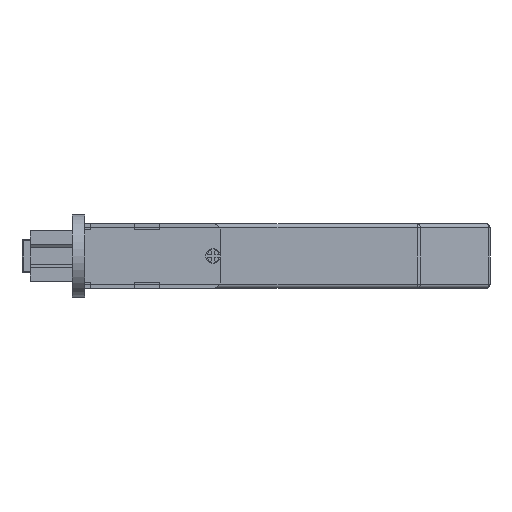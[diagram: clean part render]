
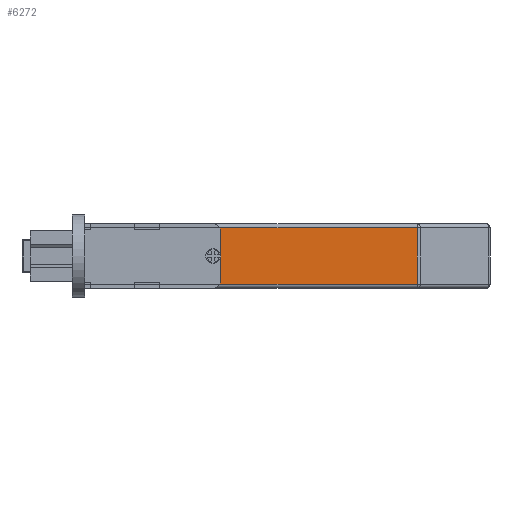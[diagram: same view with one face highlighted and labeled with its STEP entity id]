
A CAD part, front view. The second image highlights one B-rep face of the part: STEP entity #6272.
In plain terms, the highlighted planar face has unit normal (0, -1, 0).
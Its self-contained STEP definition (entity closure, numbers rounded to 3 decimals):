
#73 = CARTESIAN_POINT ( 'NONE',  ( 92.586, -14.7, 12.75 ) ) ;
#232 = CARTESIAN_POINT ( 'NONE',  ( 92.586, -14.7, -0.75 ) ) ;
#469 = AXIS2_PLACEMENT_3D ( 'NONE', #4449, #1725, #2667 ) ;
#627 = CIRCLE ( 'NONE', #7941, 1.75 ) ;
#1320 = CARTESIAN_POINT ( 'NONE',  ( 13., -14.7, -1.75 ) ) ;
#1638 = VERTEX_POINT ( 'NONE', #232 ) ;
#1679 = DIRECTION ( 'NONE',  ( 0., 0., -1. ) ) ;
#1683 = EDGE_CURVE ( 'NONE', #11026, #2571, #9792, .T. ) ;
#1685 = DIRECTION ( 'NONE',  ( 0., -1., 0. ) ) ;
#1725 = DIRECTION ( 'NONE',  ( 0., -1., 0. ) ) ;
#1792 = FACE_BOUND ( 'NONE', #2727, .T. ) ;
#2496 = VECTOR ( 'NONE', #9982, 1000. ) ;
#2571 = VERTEX_POINT ( 'NONE', #2973 ) ;
#2667 = DIRECTION ( 'NONE',  ( 0., 0., -1. ) ) ;
#2727 = EDGE_LOOP ( 'NONE', ( #11399, #10196 ) ) ;
#2973 = CARTESIAN_POINT ( 'NONE',  ( 13., -14.7, 12.75 ) ) ;
#3609 = DIRECTION ( 'NONE',  ( -1., 0., 0. ) ) ;
#3658 = EDGE_CURVE ( 'NONE', #5844, #9400, #6967, .T. ) ;
#3695 = CARTESIAN_POINT ( 'NONE',  ( 43.75, -14.7, 4.25 ) ) ;
#3937 = AXIS2_PLACEMENT_3D ( 'NONE', #5564, #9352, #1679 ) ;
#4449 = CARTESIAN_POINT ( 'NONE',  ( 43.75, -14.7, 6. ) ) ;
#5001 = DIRECTION ( 'NONE',  ( 1., 0., 0. ) ) ;
#5350 = LINE ( 'NONE', #12052, #7157 ) ;
#5458 = DIRECTION ( 'NONE',  ( 0., 0., -1. ) ) ;
#5564 = CARTESIAN_POINT ( 'NONE',  ( 13., -14.7, -1.75 ) ) ;
#5844 = VERTEX_POINT ( 'NONE', #11248 ) ;
#5992 = ORIENTED_EDGE ( 'NONE', *, *, #1683, .F. ) ;
#6187 = ORIENTED_EDGE ( 'NONE', *, *, #8489, .T. ) ;
#6272 = ADVANCED_FACE ( 'NONE', ( #1792, #10148 ), #7300, .T. ) ;
#6967 = CIRCLE ( 'NONE', #469, 1.75 ) ;
#7157 = VECTOR ( 'NONE', #3609, 1000. ) ;
#7278 = VERTEX_POINT ( 'NONE', #73 ) ;
#7300 = PLANE ( 'NONE',  #3937 ) ;
#7731 = LINE ( 'NONE', #11585, #11060 ) ;
#7738 = EDGE_LOOP ( 'NONE', ( #5992, #6187, #10103, #9380 ) ) ;
#7941 = AXIS2_PLACEMENT_3D ( 'NONE', #8071, #1685, #5458 ) ;
#8071 = CARTESIAN_POINT ( 'NONE',  ( 43.75, -14.7, 6. ) ) ;
#8489 = EDGE_CURVE ( 'NONE', #11026, #1638, #7731, .T. ) ;
#8692 = VECTOR ( 'NONE', #8855, 1000. ) ;
#8734 = LINE ( 'NONE', #9835, #8692 ) ;
#8855 = DIRECTION ( 'NONE',  ( 0., 0., 1. ) ) ;
#9085 = EDGE_CURVE ( 'NONE', #9400, #5844, #627, .T. ) ;
#9352 = DIRECTION ( 'NONE',  ( 0., -1., 0. ) ) ;
#9380 = ORIENTED_EDGE ( 'NONE', *, *, #10234, .T. ) ;
#9400 = VERTEX_POINT ( 'NONE', #3695 ) ;
#9792 = LINE ( 'NONE', #1320, #2496 ) ;
#9835 = CARTESIAN_POINT ( 'NONE',  ( 92.586, -14.7, -1.75 ) ) ;
#9982 = DIRECTION ( 'NONE',  ( 0., 0., 1. ) ) ;
#10103 = ORIENTED_EDGE ( 'NONE', *, *, #10381, .T. ) ;
#10148 = FACE_OUTER_BOUND ( 'NONE', #7738, .T. ) ;
#10196 = ORIENTED_EDGE ( 'NONE', *, *, #3658, .F. ) ;
#10234 = EDGE_CURVE ( 'NONE', #7278, #2571, #5350, .T. ) ;
#10381 = EDGE_CURVE ( 'NONE', #1638, #7278, #8734, .T. ) ;
#10551 = CARTESIAN_POINT ( 'NONE',  ( 13., -14.7, -0.75 ) ) ;
#11026 = VERTEX_POINT ( 'NONE', #10551 ) ;
#11060 = VECTOR ( 'NONE', #5001, 1000. ) ;
#11248 = CARTESIAN_POINT ( 'NONE',  ( 43.75, -14.7, 7.75 ) ) ;
#11399 = ORIENTED_EDGE ( 'NONE', *, *, #9085, .F. ) ;
#11585 = CARTESIAN_POINT ( 'NONE',  ( 93., -14.7, -0.75 ) ) ;
#12052 = CARTESIAN_POINT ( 'NONE',  ( 13., -14.7, 12.75 ) ) ;
